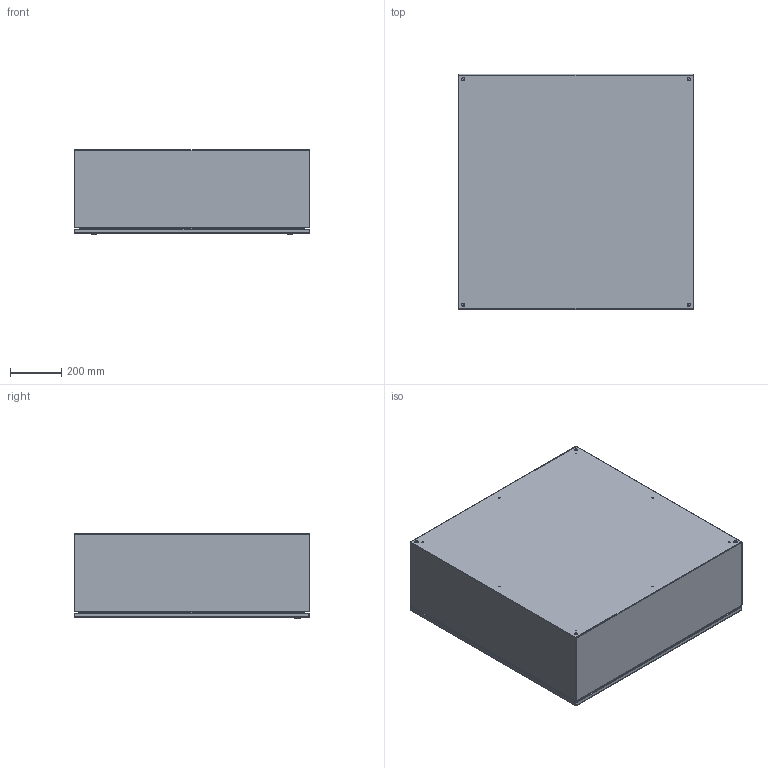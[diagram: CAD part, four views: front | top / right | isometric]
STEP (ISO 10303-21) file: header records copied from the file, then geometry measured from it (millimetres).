
FILE_DESCRIPTION (( 'STEP AP214' ), '1' );
FILE_NAME ('EN4SD363612GY.STEP', '2019-11-07T21:05:03', ( '' ), ( '' ), 'SwSTEP 2.0', 'SolidWorks 2019', '' );
FILE_SCHEMA (( 'AUTOMOTIVE_DESIGN' ));
Length unit declared in the file: inch
Products named in the file (1): EN4SD363612GY
Bounding box: 914.4 x 914.4 x 330.12 mm (x, y, z)
Volume: 5815088.1 mm3; surface area: 6470244.8 mm2
Topology: 43 solids, 44 shells, 1176 faces, 2806 edges, 1751 vertices
Faces by surface type: plane 559, cylinder 394, bspline 163, torus 38, cone 22
Entity records: 54116 total; most frequent: CARTESIAN_POINT 11778, ORIENTED_EDGE 5558, DIRECTION 5384, EDGE_CURVE 2779, AXIS2_PLACEMENT_3D 1885, VERTEX_POINT 1751, VECTOR 1614, LINE 1614
